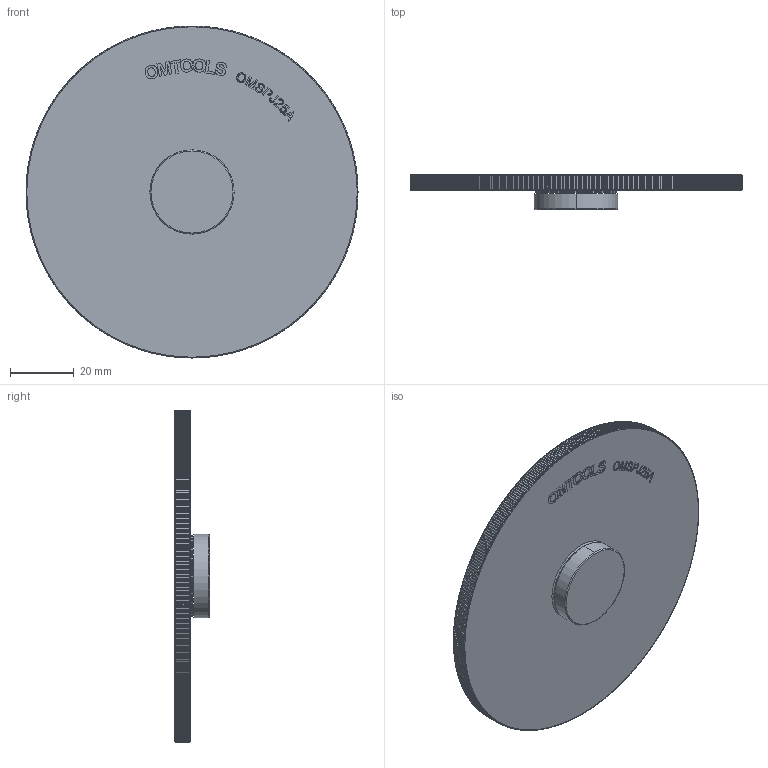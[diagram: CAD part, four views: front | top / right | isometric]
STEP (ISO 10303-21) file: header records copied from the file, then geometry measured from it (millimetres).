
FILE_DESCRIPTION (( 'STEP AP203' ), '1' );
FILE_NAME ('OMSPJ25A.STEP', '2021-08-05T00:36:30', ( 'User' ), ( 'Microsoft' ), 'SwSTEP 2.0', 'SolidWorks 2018', '' );
FILE_SCHEMA (( 'CONFIG_CONTROL_DESIGN' ));
Length unit declared in the file: millimetre
Products named in the file (1): OMSPJ25A
Bounding box: 104 x 11 x 104 mm (x, y, z)
Surface area: 19527.9 mm2 (no closed solid volume)
Topology: 0 solids, 2 shells, 2020 faces, 4857 edges, 2718 vertices
Faces by surface type: torus 802, plane 768, cylinder 404, bspline 44, cone 2
Entity records: 65939 total; most frequent: CARTESIAN_POINT 22404, ORIENTED_EDGE 9102, DIRECTION 8695, EDGE_CURVE 4857, AXIS2_PLACEMENT_3D 3591, VERTEX_POINT 2718, EDGE_LOOP 2040, ADVANCED_FACE 2020
